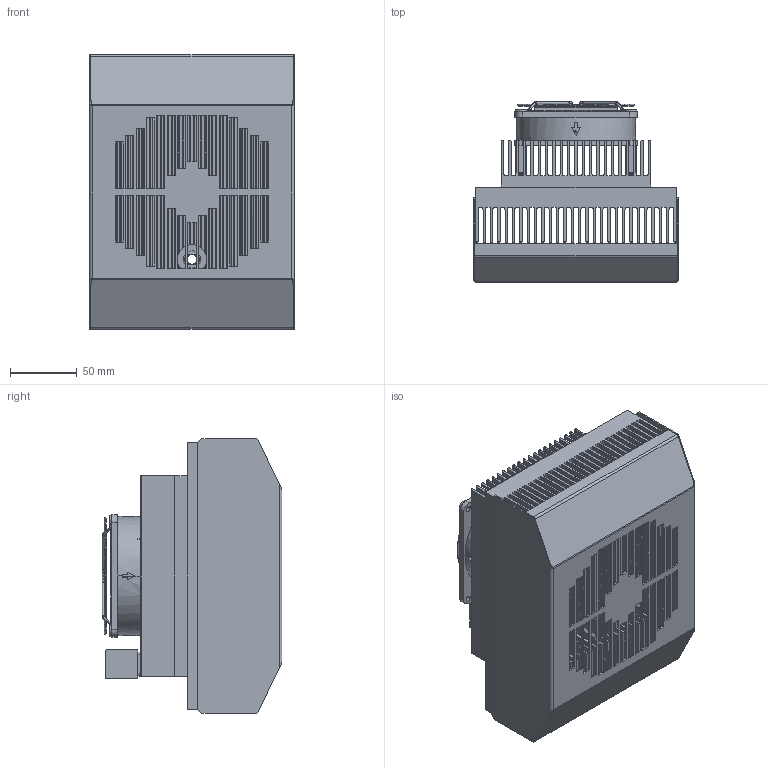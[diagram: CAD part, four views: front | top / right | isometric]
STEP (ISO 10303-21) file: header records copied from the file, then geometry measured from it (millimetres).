
FILE_DESCRIPTION((''),'2;1');
FILE_NAME('TG3050_NOLOGO_ASM','2014-10-15T',('ryanc'),(''),'PRO/ENGINEER BY PARAMETRIC TECHNOLOGY CORPORATION, 2010040','PRO/ENGINEER BY PARAMETRIC TECHNOLOGY CORPORATION, 2010040','');
FILE_SCHEMA(('AUTOMOTIVE_DESIGN_CC2 { 1 2 10303 214 -1 1 5 2 }'));
Products named in the file (1): TG3050_NOLOGO_ASM
Bounding box: 153.5 x 134.93 x 206 mm (x, y, z)
Volume: 1005736.6 mm3; surface area: 653633 mm2
Topology: 14 solids, 51 shells, 2234 faces, 7273 edges, 5213 vertices
Faces by surface type: cylinder 1209, plane 868, torus 68, bspline 45, cone 44
Entity records: 97269 total; most frequent: CARTESIAN_POINT 18814, DIRECTION 13466, ORIENTED_EDGE 12840, EDGE_CURVE 6545, AXIS2_PLACEMENT_3D 4781, VERTEX_POINT 4365, VECTOR 3904, LINE 3904
